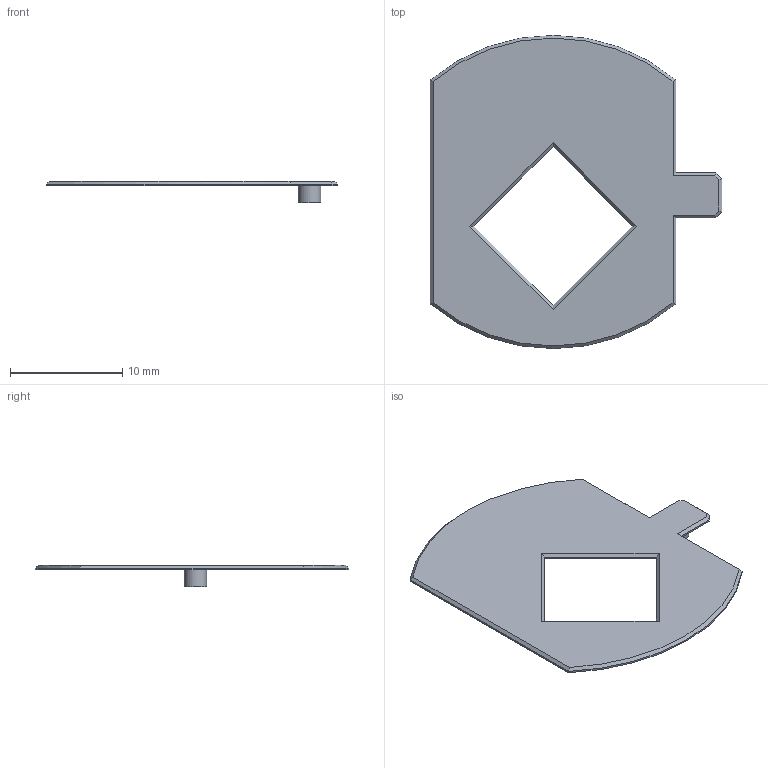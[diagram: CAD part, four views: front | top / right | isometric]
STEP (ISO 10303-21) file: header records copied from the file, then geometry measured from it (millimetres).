
FILE_DESCRIPTION(/* description */ ('Unknown'),/* implementation_level */ '2;1');
FILE_NAME(/* name */ 'lomo_LCA_apertureBlade_1',/* time_stamp */ '2024-03-15T12:12:53-04:00',/* author */ ('Unknown'),/* organization */ ('Unknown'),/* preprocessor_version */ 'ST-DEVELOPER v18.1',/* originating_system */ 'Solid Edge',/* authorisation */ 'Unknown');
FILE_SCHEMA (('AUTOMOTIVE_DESIGN {1 0 10303 214 3 1 1}'));
Length unit declared in the file: millimetre
Products named in the file (2): lomo_LCA; lomo_LCA_apertureBlade_1
Assembly tree (1 placements, depth 2):
  lomo_LCA
    lomo_LCA_apertureBlade_1
Bounding box: 25.93 x 27.9 x 1.9 mm (x, y, z)
Volume: 188.8 mm3; surface area: 985.2 mm2
Topology: 1 solids, 1 shells, 32 faces, 74 edges, 45 vertices
Faces by surface type: plane 27, cylinder 3, cone 2
Full cylindrical faces by diameter (mm): 2 x1
Entity records: 925 total; most frequent: CARTESIAN_POINT 162, ORIENTED_EDGE 144, DIRECTION 144, EDGE_CURVE 72, LINE 60, VECTOR 60, VERTEX_POINT 44, AXIS2_PLACEMENT_3D 42
